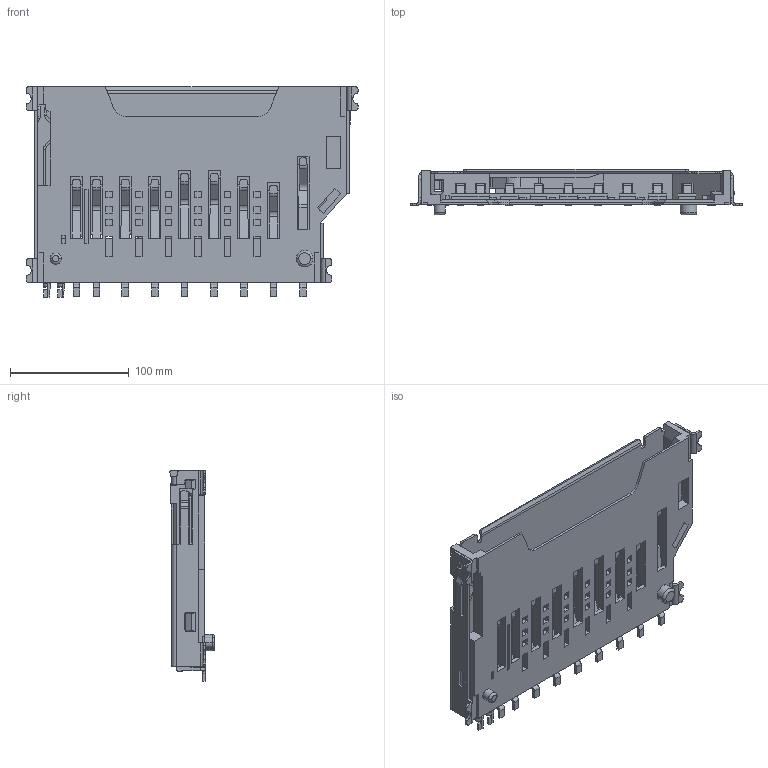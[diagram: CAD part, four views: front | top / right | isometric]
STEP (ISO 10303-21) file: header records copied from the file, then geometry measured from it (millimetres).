
FILE_DESCRIPTION((''),'2;1');
FILE_NAME('CS1S-06X-H-N_ASM','2023-11-22T',('PLALX-SALES6'),(''),'PRO/ENGINEER BY PARAMETRIC TECHNOLOGY CORPORATION, 2015440','PRO/ENGINEER BY PARAMETRIC TECHNOLOGY CORPORATION, 2015440','');
FILE_SCHEMA(('AUTOMOTIVE_DESIGN { 1 0 10303 214 1 1 1 1 }'));
Length unit declared in the file: centimetre
Products named in the file (24): MSBR-23; MSBR-22; MSBR-21; MSBR-20; MSBR-19; MSBR-18; MSBR-17; MSBR-16; MSBR-15; MSBR-14; MSBR-13; MSBR-12; MSBR-11; MSBR-10; MSBR-9; MSBR-8; MSBR-7; MSBR-6; MSBR-5; MSBR-4; MSBR-3; MSBR-2; MSBR-1; CS1S-06X-H-N_ASM
Assembly tree (23 placements, depth 2):
  CS1S-06X-H-N_ASM
    MSBR-23
    MSBR-22
    MSBR-21
    MSBR-20
    MSBR-19
    MSBR-18
    MSBR-17
    MSBR-16
    MSBR-15
    MSBR-14
    MSBR-13
    MSBR-12
    MSBR-11
    MSBR-10
    MSBR-9
    MSBR-8
    MSBR-7
    MSBR-6
    MSBR-5
    MSBR-4
    MSBR-3
    MSBR-2
    MSBR-1
Bounding box: 280 x 38.13 x 177.5 mm (x, y, z)
Volume: 408103.4 mm3; surface area: 259419.7 mm2
Topology: 23 solids, 23 shells, 1672 faces, 4300 edges, 2642 vertices
Faces by surface type: plane 1344, cylinder 258, bspline 63, torus 4, cone 3
Entity records: 64460 total; most frequent: CARTESIAN_POINT 11016, ORIENTED_EDGE 8600, DIRECTION 7893, EDGE_CURVE 4300, VECTOR 3755, LINE 3755, VERTEX_POINT 2642, AXIS2_PLACEMENT_3D 2069
